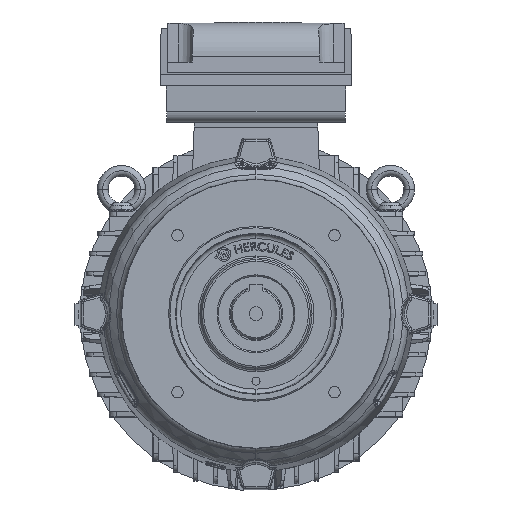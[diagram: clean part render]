
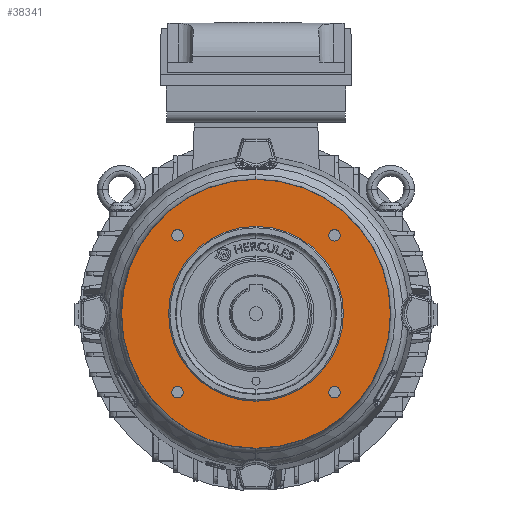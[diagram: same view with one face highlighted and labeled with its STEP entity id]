
A CAD part, top view. The second image highlights one B-rep face of the part: STEP entity #38341.
In plain terms, the highlighted planar face has unit normal (0, 0, 1).
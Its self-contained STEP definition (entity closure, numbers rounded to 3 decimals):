
#487 = CIRCLE ( 'NONE', #52282, 4.25 ) ;
#2076 = EDGE_CURVE ( 'NONE', #34422, #58472, #41439, .T. ) ;
#2689 = CARTESIAN_POINT ( 'NONE',  ( 0., 99.97, 62.5 ) ) ;
#3364 = AXIS2_PLACEMENT_3D ( 'NONE', #16846, #10017, #23657 ) ;
#3389 = CARTESIAN_POINT ( 'NONE',  ( 58.336, -58.336, 62.5 ) ) ;
#3835 = CARTESIAN_POINT ( 'NONE',  ( 65., 0., 62.5 ) ) ;
#4928 = CARTESIAN_POINT ( 'NONE',  ( -58.336, 58.336, 62.5 ) ) ;
#5080 = DIRECTION ( 'NONE',  ( 1., 0., 0. ) ) ;
#5422 = DIRECTION ( 'NONE',  ( 1., 0., 0. ) ) ;
#5434 = FACE_BOUND ( 'NONE', #14755, .T. ) ;
#5862 = DIRECTION ( 'NONE',  ( -1., 0., 0. ) ) ;
#7113 = CARTESIAN_POINT ( 'NONE',  ( 58.336, -58.336, 62.5 ) ) ;
#7222 = VERTEX_POINT ( 'NONE', #13502 ) ;
#7815 = ORIENTED_EDGE ( 'NONE', *, *, #13167, .F. ) ;
#8228 = VERTEX_POINT ( 'NONE', #3835 ) ;
#10017 = DIRECTION ( 'NONE',  ( 0., 0., 1. ) ) ;
#10967 = CARTESIAN_POINT ( 'NONE',  ( 62.586, -58.336, 62.5 ) ) ;
#12261 = CIRCLE ( 'NONE', #81802, 4.25 ) ;
#12700 = FACE_BOUND ( 'NONE', #60506, .T. ) ;
#13167 = EDGE_CURVE ( 'NONE', #80835, #27467, #80258, .T. ) ;
#13502 = CARTESIAN_POINT ( 'NONE',  ( -62.586, -58.336, 62.5 ) ) ;
#14207 = VERTEX_POINT ( 'NONE', #55500 ) ;
#14488 = ORIENTED_EDGE ( 'NONE', *, *, #27829, .F. ) ;
#14755 = EDGE_LOOP ( 'NONE', ( #61091, #76344 ) ) ;
#15765 = DIRECTION ( 'NONE',  ( 0., 0., 1. ) ) ;
#16186 = CARTESIAN_POINT ( 'NONE',  ( -58.336, -58.336, 62.5 ) ) ;
#16846 = CARTESIAN_POINT ( 'NONE',  ( 58.336, 58.336, 62.5 ) ) ;
#16874 = AXIS2_PLACEMENT_3D ( 'NONE', #58665, #39863, #45847 ) ;
#17072 = AXIS2_PLACEMENT_3D ( 'NONE', #7113, #57940, #5422 ) ;
#17147 = DIRECTION ( 'NONE',  ( 0., 0., -1. ) ) ;
#18280 = EDGE_CURVE ( 'NONE', #8228, #54670, #24471, .T. ) ;
#19568 = EDGE_LOOP ( 'NONE', ( #53987, #72137 ) ) ;
#23657 = DIRECTION ( 'NONE',  ( 1., 0., 0. ) ) ;
#23861 = AXIS2_PLACEMENT_3D ( 'NONE', #45565, #51525, #77603 ) ;
#24471 = CIRCLE ( 'NONE', #72228, 65. ) ;
#25483 = PLANE ( 'NONE',  #23861 ) ;
#26524 = CARTESIAN_POINT ( 'NONE',  ( 62.586, 58.336, 62.5 ) ) ;
#27087 = EDGE_CURVE ( 'NONE', #14207, #67001, #34659, .T. ) ;
#27467 = VERTEX_POINT ( 'NONE', #10967 ) ;
#27829 = EDGE_CURVE ( 'NONE', #67001, #14207, #81085, .T. ) ;
#28603 = EDGE_CURVE ( 'NONE', #27467, #80835, #44390, .T. ) ;
#29007 = VERTEX_POINT ( 'NONE', #2689 ) ;
#29466 = DIRECTION ( 'NONE',  ( 0., 0., 1. ) ) ;
#30152 = CARTESIAN_POINT ( 'NONE',  ( -62.586, 58.336, 62.5 ) ) ;
#30979 = DIRECTION ( 'NONE',  ( 0., 0., 1. ) ) ;
#33216 = DIRECTION ( 'NONE',  ( 0., 0., 1. ) ) ;
#34172 = DIRECTION ( 'NONE',  ( 1., 0., 0. ) ) ;
#34324 = CARTESIAN_POINT ( 'NONE',  ( -65., 0., 62.5 ) ) ;
#34422 = VERTEX_POINT ( 'NONE', #30152 ) ;
#34522 = CIRCLE ( 'NONE', #46828, 99.97 ) ;
#34659 = CIRCLE ( 'NONE', #59236, 4.25 ) ;
#35470 = EDGE_CURVE ( 'NONE', #54670, #8228, #52277, .T. ) ;
#35954 = CARTESIAN_POINT ( 'NONE',  ( 0., -99.97, 62.5 ) ) ;
#35972 = DIRECTION ( 'NONE',  ( -1., 0., 0. ) ) ;
#36509 = DIRECTION ( 'NONE',  ( 0., 0., 1. ) ) ;
#38341 = ADVANCED_FACE ( 'NONE', ( #12700, #63919, #5434, #39166, #57530, #83983 ), #25483, .F. ) ;
#39166 = FACE_BOUND ( 'NONE', #83012, .T. ) ;
#39798 = EDGE_LOOP ( 'NONE', ( #59950, #53931 ) ) ;
#39802 = ORIENTED_EDGE ( 'NONE', *, *, #2076, .F. ) ;
#39863 = DIRECTION ( 'NONE',  ( 0., 0., 1. ) ) ;
#40444 = CARTESIAN_POINT ( 'NONE',  ( 0., 0., 62.5 ) ) ;
#41439 = CIRCLE ( 'NONE', #16874, 4.25 ) ;
#42871 = ORIENTED_EDGE ( 'NONE', *, *, #28603, .F. ) ;
#43448 = CARTESIAN_POINT ( 'NONE',  ( 0., 0., 62.5 ) ) ;
#44390 = CIRCLE ( 'NONE', #17072, 4.25 ) ;
#45148 = DIRECTION ( 'NONE',  ( 0., 0., -1. ) ) ;
#45565 = CARTESIAN_POINT ( 'NONE',  ( 0., 0., 62.5 ) ) ;
#45847 = DIRECTION ( 'NONE',  ( 1., 0., 0. ) ) ;
#46828 = AXIS2_PLACEMENT_3D ( 'NONE', #75666, #17147, #35972 ) ;
#47495 = AXIS2_PLACEMENT_3D ( 'NONE', #3389, #29466, #49896 ) ;
#49287 = CARTESIAN_POINT ( 'NONE',  ( 0., 0., 62.5 ) ) ;
#49483 = DIRECTION ( 'NONE',  ( 0., 0., 1. ) ) ;
#49896 = DIRECTION ( 'NONE',  ( 1., 0., 0. ) ) ;
#51105 = CIRCLE ( 'NONE', #62049, 99.97 ) ;
#51525 = DIRECTION ( 'NONE',  ( 0., 0., -1. ) ) ;
#52277 = CIRCLE ( 'NONE', #63188, 65. ) ;
#52282 = AXIS2_PLACEMENT_3D ( 'NONE', #16186, #15765, #34172 ) ;
#52829 = DIRECTION ( 'NONE',  ( 1., 0., 0. ) ) ;
#53931 = ORIENTED_EDGE ( 'NONE', *, *, #83182, .F. ) ;
#53987 = ORIENTED_EDGE ( 'NONE', *, *, #18280, .F. ) ;
#54670 = VERTEX_POINT ( 'NONE', #34324 ) ;
#55094 = CARTESIAN_POINT ( 'NONE',  ( -54.086, -58.336, 62.5 ) ) ;
#55500 = CARTESIAN_POINT ( 'NONE',  ( 54.086, 58.336, 62.5 ) ) ;
#57530 = FACE_BOUND ( 'NONE', #19568, .T. ) ;
#57940 = DIRECTION ( 'NONE',  ( 0., 0., 1. ) ) ;
#58472 = VERTEX_POINT ( 'NONE', #72561 ) ;
#58665 = CARTESIAN_POINT ( 'NONE',  ( -58.336, 58.336, 62.5 ) ) ;
#59236 = AXIS2_PLACEMENT_3D ( 'NONE', #76395, #49483, #5080 ) ;
#59950 = ORIENTED_EDGE ( 'NONE', *, *, #63960, .F. ) ;
#60506 = EDGE_LOOP ( 'NONE', ( #14488, #67538 ) ) ;
#61091 = ORIENTED_EDGE ( 'NONE', *, *, #73592, .F. ) ;
#61436 = EDGE_LOOP ( 'NONE', ( #81586, #39802 ) ) ;
#62049 = AXIS2_PLACEMENT_3D ( 'NONE', #43448, #45148, #5862 ) ;
#62549 = DIRECTION ( 'NONE',  ( 1., 0., 0. ) ) ;
#63188 = AXIS2_PLACEMENT_3D ( 'NONE', #40444, #33216, #52829 ) ;
#63632 = AXIS2_PLACEMENT_3D ( 'NONE', #4928, #64265, #77939 ) ;
#63919 = FACE_BOUND ( 'NONE', #61436, .T. ) ;
#63960 = EDGE_CURVE ( 'NONE', #65778, #29007, #34522, .T. ) ;
#64265 = DIRECTION ( 'NONE',  ( 0., 0., 1. ) ) ;
#65778 = VERTEX_POINT ( 'NONE', #35954 ) ;
#67001 = VERTEX_POINT ( 'NONE', #26524 ) ;
#67538 = ORIENTED_EDGE ( 'NONE', *, *, #27087, .F. ) ;
#69148 = EDGE_CURVE ( 'NONE', #58472, #34422, #82910, .T. ) ;
#72137 = ORIENTED_EDGE ( 'NONE', *, *, #35470, .F. ) ;
#72228 = AXIS2_PLACEMENT_3D ( 'NONE', #49287, #36509, #62549 ) ;
#72561 = CARTESIAN_POINT ( 'NONE',  ( -54.086, 58.336, 62.5 ) ) ;
#72922 = VERTEX_POINT ( 'NONE', #55094 ) ;
#73592 = EDGE_CURVE ( 'NONE', #72922, #7222, #12261, .T. ) ;
#74965 = DIRECTION ( 'NONE',  ( 1., 0., 0. ) ) ;
#75666 = CARTESIAN_POINT ( 'NONE',  ( 0., 0., 62.5 ) ) ;
#76344 = ORIENTED_EDGE ( 'NONE', *, *, #80439, .F. ) ;
#76395 = CARTESIAN_POINT ( 'NONE',  ( 58.336, 58.336, 62.5 ) ) ;
#76645 = CARTESIAN_POINT ( 'NONE',  ( -58.336, -58.336, 62.5 ) ) ;
#77603 = DIRECTION ( 'NONE',  ( -1., 0., 0. ) ) ;
#77939 = DIRECTION ( 'NONE',  ( 1., 0., 0. ) ) ;
#78954 = CARTESIAN_POINT ( 'NONE',  ( 54.086, -58.336, 62.5 ) ) ;
#80258 = CIRCLE ( 'NONE', #47495, 4.25 ) ;
#80439 = EDGE_CURVE ( 'NONE', #7222, #72922, #487, .T. ) ;
#80835 = VERTEX_POINT ( 'NONE', #78954 ) ;
#81085 = CIRCLE ( 'NONE', #3364, 4.25 ) ;
#81586 = ORIENTED_EDGE ( 'NONE', *, *, #69148, .F. ) ;
#81802 = AXIS2_PLACEMENT_3D ( 'NONE', #76645, #30979, #74965 ) ;
#82910 = CIRCLE ( 'NONE', #63632, 4.25 ) ;
#83012 = EDGE_LOOP ( 'NONE', ( #42871, #7815 ) ) ;
#83182 = EDGE_CURVE ( 'NONE', #29007, #65778, #51105, .T. ) ;
#83983 = FACE_OUTER_BOUND ( 'NONE', #39798, .T. ) ;
